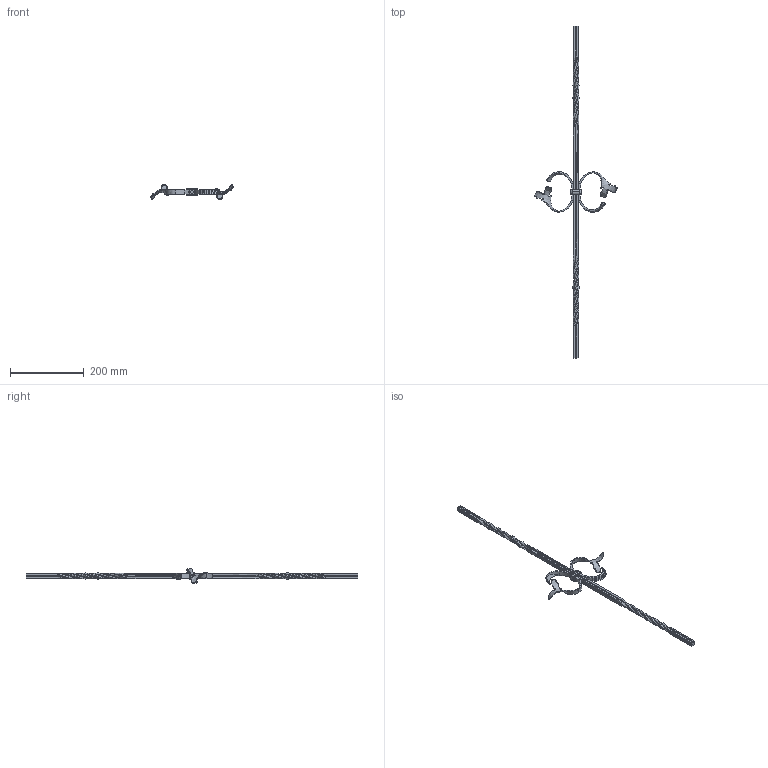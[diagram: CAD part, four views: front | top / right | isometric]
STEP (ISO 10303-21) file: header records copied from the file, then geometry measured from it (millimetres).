
FILE_DESCRIPTION (( 'STEP AP203' ), '1' );
FILE_NAME ('1500.STEP', '2015-10-07T09:09:24', ( '' ), ( '' ), 'SwSTEP 2.0', 'SolidWorks 2015', '' );
FILE_SCHEMA (( 'CONFIG_CONTROL_DESIGN' ));
Products named in the file (1): 1500
Bounding box: 222.47 x 900 x 40.17 mm (x, y, z)
Volume: 156100.2 mm3; surface area: 68021.3 mm2
Topology: 4 solids, 4 shells, 444 faces, 1091 edges, 666 vertices
Faces by surface type: bspline 189, plane 158, cylinder 61, torus 36
Entity records: 29992 total; most frequent: CARTESIAN_POINT 20792, ORIENTED_EDGE 2174, DIRECTION 1356, EDGE_CURVE 1087, VERTEX_POINT 666, LINE 518, VECTOR 518, EDGE_LOOP 461
